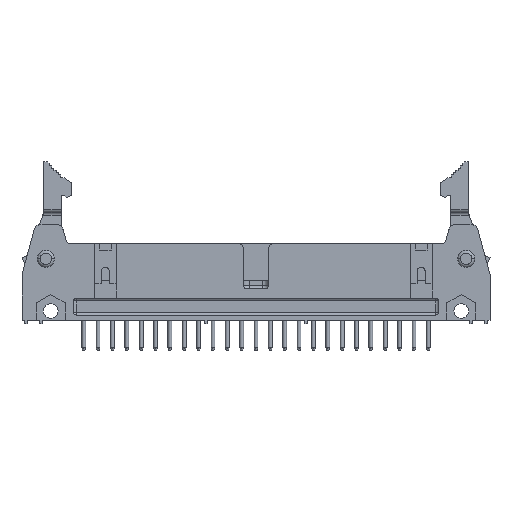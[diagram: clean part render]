
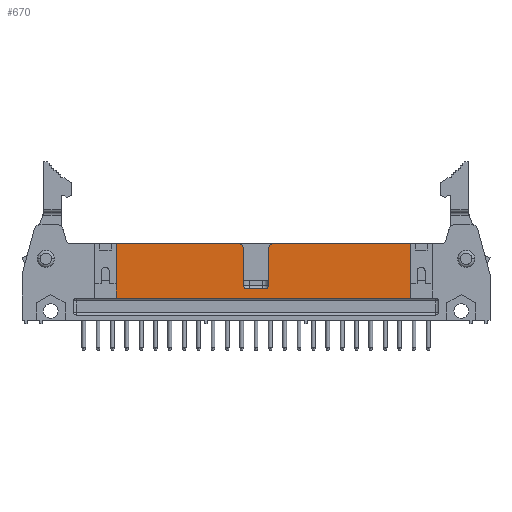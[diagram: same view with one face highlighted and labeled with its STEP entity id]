
A CAD part, top view. The second image highlights one B-rep face of the part: STEP entity #670.
In plain terms, the highlighted planar face has unit normal (0, 0, 1).
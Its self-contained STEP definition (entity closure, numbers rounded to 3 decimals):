
#617 = VERTEX_POINT ( 'NONE', #3180 ) ;
#670 = ADVANCED_FACE ( 'NONE', ( #1931 ), #6285, .F. ) ;
#691 = VECTOR ( 'NONE', #1512, 1000. ) ;
#761 = CARTESIAN_POINT ( 'NONE',  ( 32.875, 14.15, 4.375 ) ) ;
#930 = AXIS2_PLACEMENT_3D ( 'NONE', #5774, #9088, #9944 ) ;
#1051 = AXIS2_PLACEMENT_3D ( 'NONE', #6631, #8218, #2510 ) ;
#1079 = CARTESIAN_POINT ( 'NONE',  ( 2.175, 6.15, 4.375 ) ) ;
#1295 = CIRCLE ( 'NONE', #1051, 1. ) ;
#1335 = ORIENTED_EDGE ( 'NONE', *, *, #3096, .F. ) ;
#1375 = LINE ( 'NONE', #8697, #5711 ) ;
#1512 = DIRECTION ( 'NONE',  ( 0., 1., 0. ) ) ;
#1586 = DIRECTION ( 'NONE',  ( -1., 0., 0. ) ) ;
#1706 = DIRECTION ( 'NONE',  ( -1., 0., 0. ) ) ;
#1743 = VERTEX_POINT ( 'NONE', #3062 ) ;
#1931 = FACE_OUTER_BOUND ( 'NONE', #10298, .T. ) ;
#2136 = ORIENTED_EDGE ( 'NONE', *, *, #9824, .F. ) ;
#2217 = DIRECTION ( 'NONE',  ( -1., 0., 0. ) ) ;
#2421 = VERTEX_POINT ( 'NONE', #10254 ) ;
#2425 = CARTESIAN_POINT ( 'NONE',  ( -1.675, 6.65, 4.375 ) ) ;
#2489 = CARTESIAN_POINT ( 'NONE',  ( -24.72, 4.5, 4.375 ) ) ;
#2510 = DIRECTION ( 'NONE',  ( -1., 0., 0. ) ) ;
#2636 = ORIENTED_EDGE ( 'NONE', *, *, #2874, .F. ) ;
#2873 = VERTEX_POINT ( 'NONE', #6086 ) ;
#2874 = EDGE_CURVE ( 'NONE', #617, #7096, #8207, .T. ) ;
#2965 = LINE ( 'NONE', #1079, #9130 ) ;
#3052 = CARTESIAN_POINT ( 'NONE',  ( 2.175, 6.65, 4.375 ) ) ;
#3062 = CARTESIAN_POINT ( 'NONE',  ( -2.175, 6.65, 4.375 ) ) ;
#3093 = VECTOR ( 'NONE', #9714, 1000. ) ;
#3096 = EDGE_CURVE ( 'NONE', #2421, #9926, #6794, .T. ) ;
#3180 = CARTESIAN_POINT ( 'NONE',  ( -1.675, 6.15, 4.375 ) ) ;
#3466 = LINE ( 'NONE', #9127, #4434 ) ;
#3743 = EDGE_CURVE ( 'NONE', #8091, #5998, #8717, .T. ) ;
#3981 = CARTESIAN_POINT ( 'NONE',  ( 1.675, 6.65, 4.375 ) ) ;
#4016 = EDGE_CURVE ( 'NONE', #617, #1743, #7152, .T. ) ;
#4052 = CARTESIAN_POINT ( 'NONE',  ( 2.175, 13.15, 4.375 ) ) ;
#4372 = CARTESIAN_POINT ( 'NONE',  ( 1.675, 6.15, 4.375 ) ) ;
#4404 = CARTESIAN_POINT ( 'NONE',  ( -2.175, 13.15, 4.375 ) ) ;
#4434 = VECTOR ( 'NONE', #1706, 1000. ) ;
#4459 = ORIENTED_EDGE ( 'NONE', *, *, #9744, .T. ) ;
#4481 = ORIENTED_EDGE ( 'NONE', *, *, #9305, .F. ) ;
#4509 = ORIENTED_EDGE ( 'NONE', *, *, #9444, .F. ) ;
#4560 = CARTESIAN_POINT ( 'NONE',  ( -3.175, 14.15, 4.375 ) ) ;
#4667 = DIRECTION ( 'NONE',  ( 0., -1., 0. ) ) ;
#4712 = CIRCLE ( 'NONE', #6364, 0.5 ) ;
#4873 = DIRECTION ( 'NONE',  ( 1., 0., 0. ) ) ;
#5344 = CARTESIAN_POINT ( 'NONE',  ( 0., 6.15, 4.375 ) ) ;
#5354 = CARTESIAN_POINT ( 'NONE',  ( 27.26, 4.5, 4.375 ) ) ;
#5711 = VECTOR ( 'NONE', #4667, 1000. ) ;
#5766 = EDGE_CURVE ( 'NONE', #2873, #8091, #8534, .T. ) ;
#5774 = CARTESIAN_POINT ( 'NONE',  ( 3.175, 13.15, 4.375 ) ) ;
#5998 = VERTEX_POINT ( 'NONE', #5354 ) ;
#6086 = CARTESIAN_POINT ( 'NONE',  ( -24.72, 14.15, 4.375 ) ) ;
#6124 = EDGE_CURVE ( 'NONE', #9926, #5998, #1375, .T. ) ;
#6170 = LINE ( 'NONE', #8960, #691 ) ;
#6285 = PLANE ( 'NONE',  #8594 ) ;
#6340 = VERTEX_POINT ( 'NONE', #4052 ) ;
#6364 = AXIS2_PLACEMENT_3D ( 'NONE', #3981, #9812, #4873 ) ;
#6389 = DIRECTION ( 'NONE',  ( 0., 0., -1. ) ) ;
#6421 = ORIENTED_EDGE ( 'NONE', *, *, #4016, .T. ) ;
#6524 = VECTOR ( 'NONE', #9219, 1000. ) ;
#6631 = CARTESIAN_POINT ( 'NONE',  ( -3.175, 13.15, 4.375 ) ) ;
#6794 = LINE ( 'NONE', #761, #3093 ) ;
#6919 = DIRECTION ( 'NONE',  ( 1., 0., 0. ) ) ;
#6926 = DIRECTION ( 'NONE',  ( 0., 1., 0. ) ) ;
#7006 = VERTEX_POINT ( 'NONE', #4560 ) ;
#7096 = VERTEX_POINT ( 'NONE', #4372 ) ;
#7152 = CIRCLE ( 'NONE', #10198, 0.5 ) ;
#7262 = CARTESIAN_POINT ( 'NONE',  ( -35.525, 16.1, 4.375 ) ) ;
#7495 = EDGE_CURVE ( 'NONE', #1743, #8250, #6170, .T. ) ;
#7577 = CARTESIAN_POINT ( 'NONE',  ( -35.525, 4.5, 4.375 ) ) ;
#8019 = ORIENTED_EDGE ( 'NONE', *, *, #3743, .T. ) ;
#8091 = VERTEX_POINT ( 'NONE', #8488 ) ;
#8207 = LINE ( 'NONE', #5344, #10543 ) ;
#8218 = DIRECTION ( 'NONE',  ( 0., 0., 1. ) ) ;
#8250 = VERTEX_POINT ( 'NONE', #4404 ) ;
#8488 = CARTESIAN_POINT ( 'NONE',  ( -24.72, 4.5, 4.375 ) ) ;
#8534 = LINE ( 'NONE', #2489, #8934 ) ;
#8594 = AXIS2_PLACEMENT_3D ( 'NONE', #7262, #6389, #2217 ) ;
#8697 = CARTESIAN_POINT ( 'NONE',  ( 27.26, 4.5, 4.375 ) ) ;
#8717 = LINE ( 'NONE', #7577, #6524 ) ;
#8866 = CIRCLE ( 'NONE', #930, 1. ) ;
#8934 = VECTOR ( 'NONE', #9997, 1000. ) ;
#8960 = CARTESIAN_POINT ( 'NONE',  ( -2.175, 6.15, 4.375 ) ) ;
#8998 = DIRECTION ( 'NONE',  ( 0., 0., -1. ) ) ;
#9088 = DIRECTION ( 'NONE',  ( 0., 0., -1. ) ) ;
#9127 = CARTESIAN_POINT ( 'NONE',  ( -32.875, 14.15, 4.375 ) ) ;
#9130 = VECTOR ( 'NONE', #6926, 1000. ) ;
#9201 = ORIENTED_EDGE ( 'NONE', *, *, #5766, .T. ) ;
#9219 = DIRECTION ( 'NONE',  ( 1., 0., 0. ) ) ;
#9271 = ORIENTED_EDGE ( 'NONE', *, *, #6124, .F. ) ;
#9305 = EDGE_CURVE ( 'NONE', #7096, #10383, #4712, .T. ) ;
#9444 = EDGE_CURVE ( 'NONE', #10383, #6340, #2965, .T. ) ;
#9568 = ORIENTED_EDGE ( 'NONE', *, *, #7495, .T. ) ;
#9714 = DIRECTION ( 'NONE',  ( 1., 0., 0. ) ) ;
#9744 = EDGE_CURVE ( 'NONE', #8250, #7006, #1295, .T. ) ;
#9764 = EDGE_CURVE ( 'NONE', #7006, #2873, #3466, .T. ) ;
#9812 = DIRECTION ( 'NONE',  ( 0., 0., 1. ) ) ;
#9824 = EDGE_CURVE ( 'NONE', #6340, #2421, #8866, .T. ) ;
#9926 = VERTEX_POINT ( 'NONE', #10367 ) ;
#9944 = DIRECTION ( 'NONE',  ( 1., 0., 0. ) ) ;
#9997 = DIRECTION ( 'NONE',  ( 0., -1., 0. ) ) ;
#10198 = AXIS2_PLACEMENT_3D ( 'NONE', #2425, #8998, #1586 ) ;
#10254 = CARTESIAN_POINT ( 'NONE',  ( 3.175, 14.15, 4.375 ) ) ;
#10298 = EDGE_LOOP ( 'NONE', ( #9201, #8019, #9271, #1335, #2136, #4509, #4481, #2636, #6421, #9568, #4459, #10555 ) ) ;
#10367 = CARTESIAN_POINT ( 'NONE',  ( 27.26, 14.15, 4.375 ) ) ;
#10383 = VERTEX_POINT ( 'NONE', #3052 ) ;
#10543 = VECTOR ( 'NONE', #6919, 1000. ) ;
#10555 = ORIENTED_EDGE ( 'NONE', *, *, #9764, .T. ) ;
